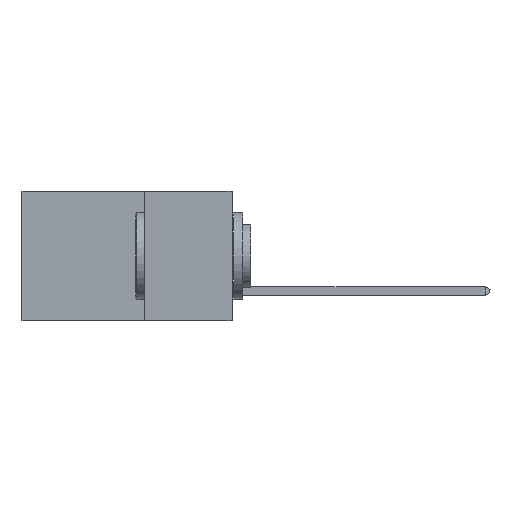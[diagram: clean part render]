
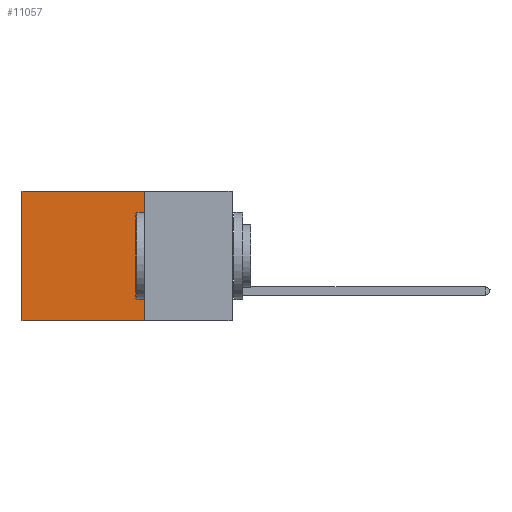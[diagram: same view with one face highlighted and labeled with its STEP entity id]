
A CAD part, left-side view. The second image highlights one B-rep face of the part: STEP entity #11057.
In plain terms, the highlighted planar face has unit normal (-1, 0, 0).
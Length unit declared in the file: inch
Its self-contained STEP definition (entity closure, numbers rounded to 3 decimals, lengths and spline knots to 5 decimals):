
#1088 = CARTESIAN_POINT ( 'NONE',  ( 0.2875, 0.25, -0.37 ) ) ;
#1398 = DIRECTION ( 'NONE',  ( 0., 0., -1. ) ) ;
#2382 = VECTOR ( 'NONE', #13162, 39.37008 ) ;
#2556 = CARTESIAN_POINT ( 'NONE',  ( 0.2875, 0.25, 0. ) ) ;
#4532 = AXIS2_PLACEMENT_3D ( 'NONE', #12705, #43229, #1398 ) ;
#5715 = CARTESIAN_POINT ( 'NONE',  ( 0.2875, 0.25, 0. ) ) ;
#6175 = CARTESIAN_POINT ( 'NONE',  ( 0.2875, 0.25, -0.37 ) ) ;
#7194 = VECTOR ( 'NONE', #12152, 39.37008 ) ;
#8432 = EDGE_CURVE ( 'NONE', #31292, #24662, #45872, .T. ) ;
#10904 = ORIENTED_EDGE ( 'NONE', *, *, #48780, .T. ) ;
#11057 = ADVANCED_FACE ( 'NONE', ( #31756 ), #18717, .F. ) ;
#12152 = DIRECTION ( 'NONE',  ( 0., 1., 0. ) ) ;
#12705 = CARTESIAN_POINT ( 'NONE',  ( 0.2875, 0.25, 0. ) ) ;
#13162 = DIRECTION ( 'NONE',  ( 0., 0., -1. ) ) ;
#15704 = CARTESIAN_POINT ( 'NONE',  ( 0.2875, 0.25, 0. ) ) ;
#18717 = PLANE ( 'NONE',  #4532 ) ;
#19652 = LINE ( 'NONE', #15704, #7194 ) ;
#21092 = EDGE_LOOP ( 'NONE', ( #31986, #39630, #43891, #10904 ) ) ;
#24662 = VERTEX_POINT ( 'NONE', #25484 ) ;
#25484 = CARTESIAN_POINT ( 'NONE',  ( 0.2875, 0.6, -0.37 ) ) ;
#28811 = EDGE_CURVE ( 'NONE', #48465, #34307, #29759, .T. ) ;
#28819 = LINE ( 'NONE', #6175, #47970 ) ;
#29040 = CARTESIAN_POINT ( 'NONE',  ( 0.2875, 0.6, 0. ) ) ;
#29759 = LINE ( 'NONE', #2556, #2382 ) ;
#31292 = VERTEX_POINT ( 'NONE', #29040 ) ;
#31756 = FACE_OUTER_BOUND ( 'NONE', #21092, .T. ) ;
#31831 = EDGE_CURVE ( 'NONE', #34307, #24662, #28819, .T. ) ;
#31986 = ORIENTED_EDGE ( 'NONE', *, *, #8432, .T. ) ;
#32727 = VECTOR ( 'NONE', #33891, 39.37008 ) ;
#33891 = DIRECTION ( 'NONE',  ( 0., 0., -1. ) ) ;
#34307 = VERTEX_POINT ( 'NONE', #1088 ) ;
#39630 = ORIENTED_EDGE ( 'NONE', *, *, #31831, .F. ) ;
#41410 = CARTESIAN_POINT ( 'NONE',  ( 0.2875, 0.6, 0. ) ) ;
#43229 = DIRECTION ( 'NONE',  ( 1., 0., 0. ) ) ;
#43891 = ORIENTED_EDGE ( 'NONE', *, *, #28811, .F. ) ;
#45872 = LINE ( 'NONE', #41410, #32727 ) ;
#46812 = DIRECTION ( 'NONE',  ( 0., 1., 0. ) ) ;
#47970 = VECTOR ( 'NONE', #46812, 39.37008 ) ;
#48465 = VERTEX_POINT ( 'NONE', #5715 ) ;
#48780 = EDGE_CURVE ( 'NONE', #48465, #31292, #19652, .T. ) ;
